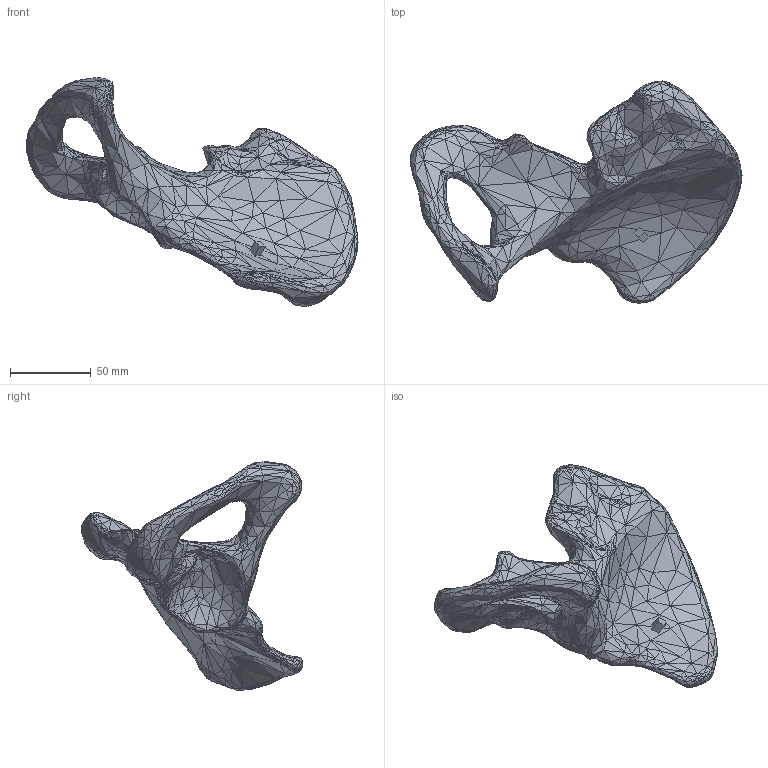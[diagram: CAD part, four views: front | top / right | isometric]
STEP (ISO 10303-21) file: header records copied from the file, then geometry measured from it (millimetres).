
FILE_DESCRIPTION(/* description */ (''),/* implementation_level */ '2;1');
FILE_NAME(/* name */ 'Left hip bone_.step',/* time_stamp */ '2024-03-26T10:57:29-04:00',/* author */ (''),/* organization */ (''),/* preprocessor_version */ 'ST-DEVELOPER v20',/* originating_system */ 'Autodesk Translation Framework v12.20.1.177',/* authorisation */ '');
FILE_SCHEMA (('AUTOMOTIVE_DESIGN { 1 0 10303 214 3 1 1 }'));
Length unit declared in the file: millimetre
Products named in the file (1): Left hip bone
Bounding box: 206.14 x 137.78 x 142 mm (x, y, z)
Volume: 310510.9 mm3; surface area: 56238.3 mm2
Topology: 1 solids, 1 shells, 2337 faces, 3513 edges, 1176 vertices
Faces by surface type: plane 2337
Entity records: 45680 total; most frequent: DIRECTION 8189, CARTESIAN_POINT 7027, ORIENTED_EDGE 7026, LINE 3513, VECTOR 3513, EDGE_CURVE 3513, AXIS2_PLACEMENT_3D 2338, FACE_OUTER_BOUND 2337
